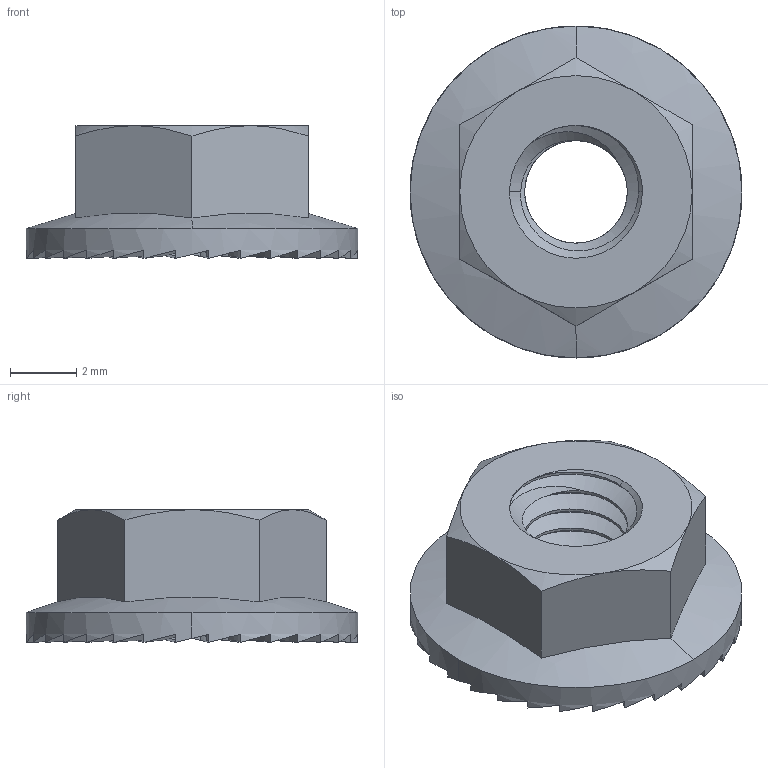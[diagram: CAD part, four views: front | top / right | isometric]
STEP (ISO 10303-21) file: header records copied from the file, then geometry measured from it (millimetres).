
FILE_DESCRIPTION (( 'STEP AP203' ), '1' );
FILE_NAME ('96194A201_Medium-Strength Steel Serrated Flange Locknut.STEP', '2021-09-16T13:09:42', ( 'Administrator' ), ( 'Managed by Terraform' ), 'SwSTEP 2.0', 'SolidWorks 2017', '' );
FILE_SCHEMA (( 'CONFIG_CONTROL_DESIGN' ));
Length unit declared in the file: millimetre
Products named in the file (1): 96194A201_Medium-Strength Steel Serrated Flange Locknut
Bounding box: 10 x 10 x 4 mm (x, y, z)
Volume: 155.7 mm3; surface area: 306.9 mm2
Topology: 1 solids, 1 shells, 105 faces, 298 edges, 195 vertices
Faces by surface type: cylinder 48, plane 40, cone 12, bspline 3, sphere 2
Entity records: 4317 total; most frequent: CARTESIAN_POINT 2023, ORIENTED_EDGE 596, DIRECTION 345, EDGE_CURVE 298, VERTEX_POINT 195, AXIS2_PLACEMENT_3D 128, EDGE_LOOP 107, FACE_OUTER_BOUND 105
